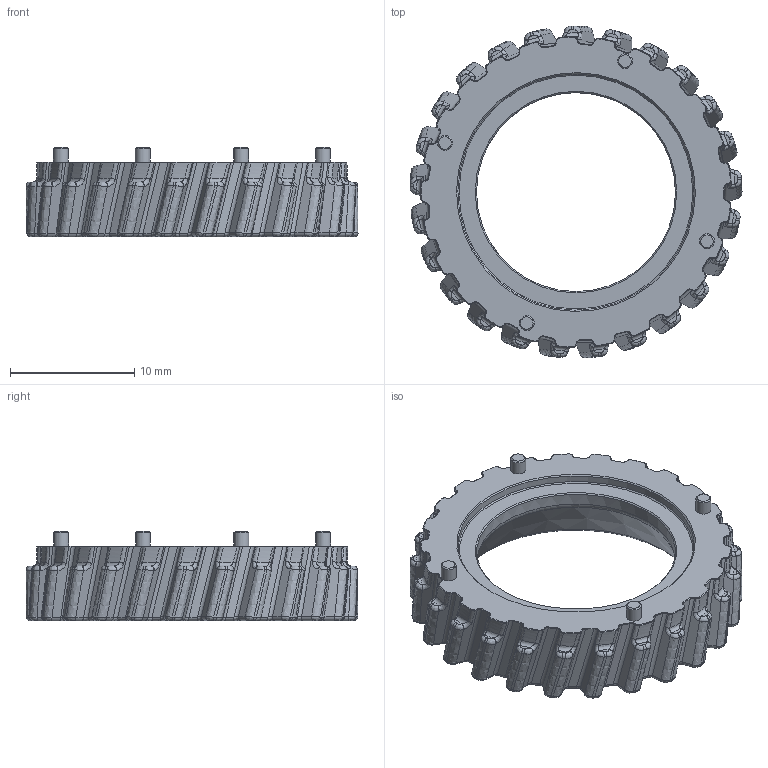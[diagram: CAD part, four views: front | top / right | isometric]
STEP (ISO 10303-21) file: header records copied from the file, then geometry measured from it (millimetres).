
FILE_DESCRIPTION(/* description */ ('OpenIRV project focus board wheel part v0.1.0'),/* implementation_level */ '2;1');
FILE_NAME(/* name */ 'focus_wheel.stp',/* time_stamp */ '2020-08-26T00:47:06+03:00',/* author */ ('Vaagn Oganesyan'),/* organization */ ('-'),/* preprocessor_version */ 'ST-DEVELOPER v17.2',/* originating_system */ 'Autodesk Inventor 2019',/* authorisation */ '');
FILE_SCHEMA (('AUTOMOTIVE_DESIGN { 1 0 10303 214 3 1 1 }'));
Products named in the file (1): Червячная передача
Bounding box: 26.69 x 26.67 x 7.2 mm (x, y, z)
Volume: 1455 mm3; surface area: 1512.3 mm2
Topology: 1 solids, 1 shells, 1123 faces, 2742 edges, 1626 vertices
Faces by surface type: bspline 600, cylinder 231, plane 182, torus 77, cone 33
Full cylindrical faces by diameter (mm): 1.2 x4, 16 x1, 19 x1
Entity records: 50768 total; most frequent: CARTESIAN_POINT 27439, ORIENTED_EDGE 5484, DIRECTION 3818, EDGE_CURVE 2742, VERTEX_POINT 1626, AXIS2_PLACEMENT_3D 1452, EDGE_LOOP 1130, FACE_OUTER_BOUND 1123
